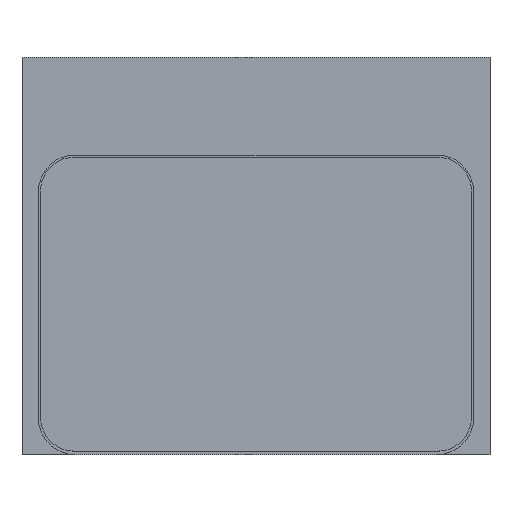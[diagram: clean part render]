
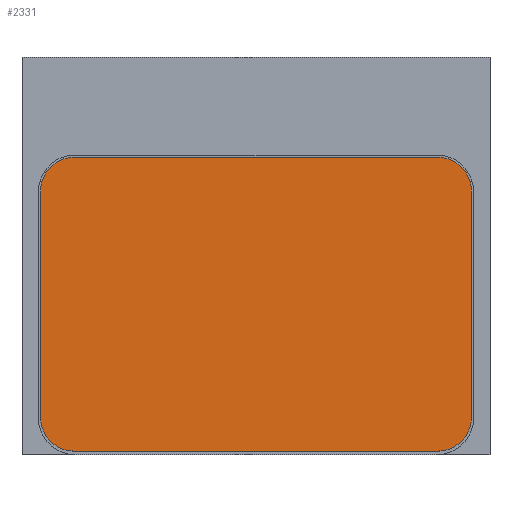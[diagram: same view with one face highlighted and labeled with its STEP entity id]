
A CAD part, top view. The second image highlights one B-rep face of the part: STEP entity #2331.
In plain terms, the highlighted planar face has unit normal (0, 0, 1).
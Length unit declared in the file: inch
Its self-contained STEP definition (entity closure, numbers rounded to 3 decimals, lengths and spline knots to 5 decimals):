
#23 = DIRECTION ( 'NONE',  ( 0., 0., -1. ) ) ;
#34 = CARTESIAN_POINT ( 'NONE',  ( 0.03957, 0.00256, 0.00276 ) ) ;
#65 = VERTEX_POINT ( 'NONE', #1101 ) ;
#66 = DIRECTION ( 'NONE',  ( 0., -1., 0. ) ) ;
#84 = CARTESIAN_POINT ( 'NONE',  ( 0.03957, 0.00256, 0.00276 ) ) ;
#165 = DIRECTION ( 'NONE',  ( 0., 0., 1. ) ) ;
#197 = EDGE_CURVE ( 'NONE', #858, #1704, #1625, .T. ) ;
#279 = ORIENTED_EDGE ( 'NONE', *, *, #572, .T. ) ;
#307 = CARTESIAN_POINT ( 'NONE',  ( 0.03957, 0.22461, 0.00276 ) ) ;
#317 = EDGE_CURVE ( 'NONE', #65, #2431, #2418, .T. ) ;
#362 = VECTOR ( 'NONE', #1455, 39.37008 ) ;
#406 = CARTESIAN_POINT ( 'NONE',  ( 0.31388, 0.22461, 0.00276 ) ) ;
#480 = EDGE_CURVE ( 'NONE', #2368, #1704, #816, .T. ) ;
#492 = DIRECTION ( 'NONE',  ( 1., 0., 0. ) ) ;
#498 = EDGE_CURVE ( 'NONE', #1305, #2271, #1268, .T. ) ;
#564 = CARTESIAN_POINT ( 'NONE',  ( 0.01398, 0.19902, 0.00276 ) ) ;
#572 = EDGE_CURVE ( 'NONE', #1305, #2431, #2328, .T. ) ;
#630 = ORIENTED_EDGE ( 'NONE', *, *, #317, .F. ) ;
#639 = CARTESIAN_POINT ( 'NONE',  ( 0.33947, 0.02815, 0.00276 ) ) ;
#697 = ORIENTED_EDGE ( 'NONE', *, *, #1006, .T. ) ;
#723 = AXIS2_PLACEMENT_3D ( 'NONE', #2094, #165, #1896 ) ;
#739 = ORIENTED_EDGE ( 'NONE', *, *, #1092, .T. ) ;
#761 = DIRECTION ( 'NONE',  ( -1., 0., 0. ) ) ;
#762 = CARTESIAN_POINT ( 'NONE',  ( 0.31388, 0.00256, 0.00276 ) ) ;
#816 = LINE ( 'NONE', #1023, #1695 ) ;
#858 = VERTEX_POINT ( 'NONE', #34 ) ;
#868 = FACE_OUTER_BOUND ( 'NONE', #1275, .T. ) ;
#927 = ORIENTED_EDGE ( 'NONE', *, *, #498, .F. ) ;
#982 = DIRECTION ( 'NONE',  ( -1., 0., 0. ) ) ;
#995 = CARTESIAN_POINT ( 'NONE',  ( 0.31388, 0.19902, 0.00276 ) ) ;
#1006 = EDGE_CURVE ( 'NONE', #65, #2174, #1229, .T. ) ;
#1023 = CARTESIAN_POINT ( 'NONE',  ( 0.01398, 0.19902, 0.00276 ) ) ;
#1061 = CARTESIAN_POINT ( 'NONE',  ( 0.01398, 0.02815, 0.00276 ) ) ;
#1092 = EDGE_CURVE ( 'NONE', #858, #2271, #1860, .T. ) ;
#1101 = CARTESIAN_POINT ( 'NONE',  ( 0.31388, 0.22461, 0.00276 ) ) ;
#1215 = ORIENTED_EDGE ( 'NONE', *, *, #197, .F. ) ;
#1226 = CARTESIAN_POINT ( 'NONE',  ( 0.31388, 0.02815, 0.00276 ) ) ;
#1229 = LINE ( 'NONE', #406, #1726 ) ;
#1268 = CIRCLE ( 'NONE', #1586, 0.02559 ) ;
#1275 = EDGE_LOOP ( 'NONE', ( #927, #279, #630, #697, #1573, #2333, #1215, #739 ) ) ;
#1301 = EDGE_CURVE ( 'NONE', #2368, #2174, #1419, .T. ) ;
#1305 = VERTEX_POINT ( 'NONE', #1506 ) ;
#1361 = VECTOR ( 'NONE', #492, 39.37008 ) ;
#1419 = CIRCLE ( 'NONE', #2270, 0.02559 ) ;
#1455 = DIRECTION ( 'NONE',  ( 0., 1., 0. ) ) ;
#1475 = DIRECTION ( 'NONE',  ( 0., 0., -1. ) ) ;
#1506 = CARTESIAN_POINT ( 'NONE',  ( 0.33947, 0.02815, 0.00276 ) ) ;
#1566 = AXIS2_PLACEMENT_3D ( 'NONE', #1920, #23, #761 ) ;
#1573 = ORIENTED_EDGE ( 'NONE', *, *, #1301, .F. ) ;
#1586 = AXIS2_PLACEMENT_3D ( 'NONE', #1226, #1984, #2382 ) ;
#1625 = CIRCLE ( 'NONE', #1566, 0.02559 ) ;
#1695 = VECTOR ( 'NONE', #66, 39.37008 ) ;
#1700 = CARTESIAN_POINT ( 'NONE',  ( 0.03957, 0.19902, 0.00276 ) ) ;
#1704 = VERTEX_POINT ( 'NONE', #1061 ) ;
#1726 = VECTOR ( 'NONE', #982, 39.37008 ) ;
#1735 = PLANE ( 'NONE',  #723 ) ;
#1860 = LINE ( 'NONE', #84, #1361 ) ;
#1896 = DIRECTION ( 'NONE',  ( 1., 0., 0. ) ) ;
#1920 = CARTESIAN_POINT ( 'NONE',  ( 0.03957, 0.02815, 0.00276 ) ) ;
#1972 = AXIS2_PLACEMENT_3D ( 'NONE', #995, #2345, #2351 ) ;
#1984 = DIRECTION ( 'NONE',  ( 0., 0., -1. ) ) ;
#2094 = CARTESIAN_POINT ( 'NONE',  ( 0.03957, 0.19902, 0.00276 ) ) ;
#2131 = CARTESIAN_POINT ( 'NONE',  ( 0.33947, 0.19902, 0.00276 ) ) ;
#2174 = VERTEX_POINT ( 'NONE', #307 ) ;
#2228 = DIRECTION ( 'NONE',  ( -1., 0., 0. ) ) ;
#2270 = AXIS2_PLACEMENT_3D ( 'NONE', #1700, #1475, #2228 ) ;
#2271 = VERTEX_POINT ( 'NONE', #762 ) ;
#2328 = LINE ( 'NONE', #639, #362 ) ;
#2331 = ADVANCED_FACE ( 'N', ( #868 ), #1735, .T. ) ;
#2333 = ORIENTED_EDGE ( 'NONE', *, *, #480, .T. ) ;
#2345 = DIRECTION ( 'NONE',  ( 0., 0., -1. ) ) ;
#2351 = DIRECTION ( 'NONE',  ( -1., 0., 0. ) ) ;
#2368 = VERTEX_POINT ( 'NONE', #564 ) ;
#2382 = DIRECTION ( 'NONE',  ( -1., 0., 0. ) ) ;
#2418 = CIRCLE ( 'NONE', #1972, 0.02559 ) ;
#2431 = VERTEX_POINT ( 'NONE', #2131 ) ;
